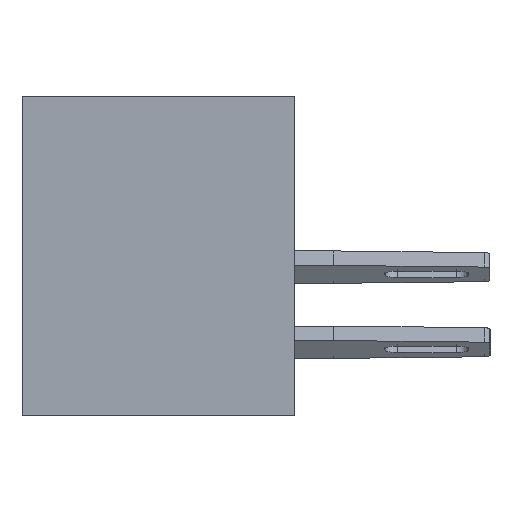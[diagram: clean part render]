
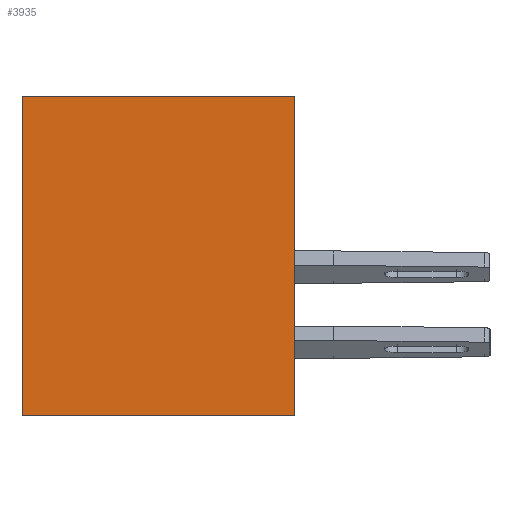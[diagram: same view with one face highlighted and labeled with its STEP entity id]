
A CAD part, left-side view. The second image highlights one B-rep face of the part: STEP entity #3935.
In plain terms, the highlighted planar face has unit normal (-1, 0, 0).
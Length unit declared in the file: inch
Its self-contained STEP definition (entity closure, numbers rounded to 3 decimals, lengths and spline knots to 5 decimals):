
#573 = ORIENTED_EDGE ( 'NONE', *, *, #2190, .T. ) ;
#2190 = EDGE_CURVE ( 'NONE', #4381, #10588, #16301, .T. ) ;
#2414 = CARTESIAN_POINT ( 'NONE',  ( 0., 0.453, 0. ) ) ;
#2428 = VERTEX_POINT ( 'NONE', #9763 ) ;
#3935 = ADVANCED_FACE ( 'NONE', ( #7765 ), #13883, .F. ) ;
#3984 = CARTESIAN_POINT ( 'NONE',  ( 0., 0.453, 0. ) ) ;
#4381 = VERTEX_POINT ( 'NONE', #25162 ) ;
#4503 = ORIENTED_EDGE ( 'NONE', *, *, #10002, .F. ) ;
#4909 = VECTOR ( 'NONE', #25334, 39.37008 ) ;
#7765 = FACE_OUTER_BOUND ( 'NONE', #16296, .T. ) ;
#7843 = DIRECTION ( 'NONE',  ( 0., 0., 1. ) ) ;
#8925 = VERTEX_POINT ( 'NONE', #24963 ) ;
#9052 = CARTESIAN_POINT ( 'NONE',  ( 0., 0.453, 0. ) ) ;
#9651 = EDGE_CURVE ( 'NONE', #10588, #8925, #20366, .T. ) ;
#9763 = CARTESIAN_POINT ( 'NONE',  ( 0., 0.453, 0. ) ) ;
#10002 = EDGE_CURVE ( 'NONE', #2428, #8925, #18065, .T. ) ;
#10588 = VERTEX_POINT ( 'NONE', #22410 ) ;
#10834 = DIRECTION ( 'NONE',  ( 0., 0., 1. ) ) ;
#11040 = DIRECTION ( 'NONE',  ( 0., -1., 0. ) ) ;
#11740 = EDGE_CURVE ( 'NONE', #4381, #2428, #17961, .T. ) ;
#13883 = PLANE ( 'NONE',  #14215 ) ;
#14058 = VECTOR ( 'NONE', #11040, 39.37008 ) ;
#14215 = AXIS2_PLACEMENT_3D ( 'NONE', #3984, #26438, #16468 ) ;
#14346 = ORIENTED_EDGE ( 'NONE', *, *, #11740, .F. ) ;
#16296 = EDGE_LOOP ( 'NONE', ( #18124, #4503, #14346, #573 ) ) ;
#16301 = LINE ( 'NONE', #19092, #14058 ) ;
#16468 = DIRECTION ( 'NONE',  ( 0., 0., -1. ) ) ;
#17961 = LINE ( 'NONE', #9052, #23491 ) ;
#18065 = LINE ( 'NONE', #2414, #4909 ) ;
#18124 = ORIENTED_EDGE ( 'NONE', *, *, #9651, .T. ) ;
#19092 = CARTESIAN_POINT ( 'NONE',  ( 0., 0.453, -0.531 ) ) ;
#20122 = CARTESIAN_POINT ( 'NONE',  ( 0., 0., 0. ) ) ;
#20366 = LINE ( 'NONE', #20122, #21010 ) ;
#21010 = VECTOR ( 'NONE', #7843, 39.37008 ) ;
#22410 = CARTESIAN_POINT ( 'NONE',  ( 0., 0., -0.531 ) ) ;
#23491 = VECTOR ( 'NONE', #10834, 39.37008 ) ;
#24963 = CARTESIAN_POINT ( 'NONE',  ( 0., 0., 0. ) ) ;
#25162 = CARTESIAN_POINT ( 'NONE',  ( 0., 0.453, -0.531 ) ) ;
#25334 = DIRECTION ( 'NONE',  ( 0., -1., 0. ) ) ;
#26438 = DIRECTION ( 'NONE',  ( 1., 0., 0. ) ) ;
